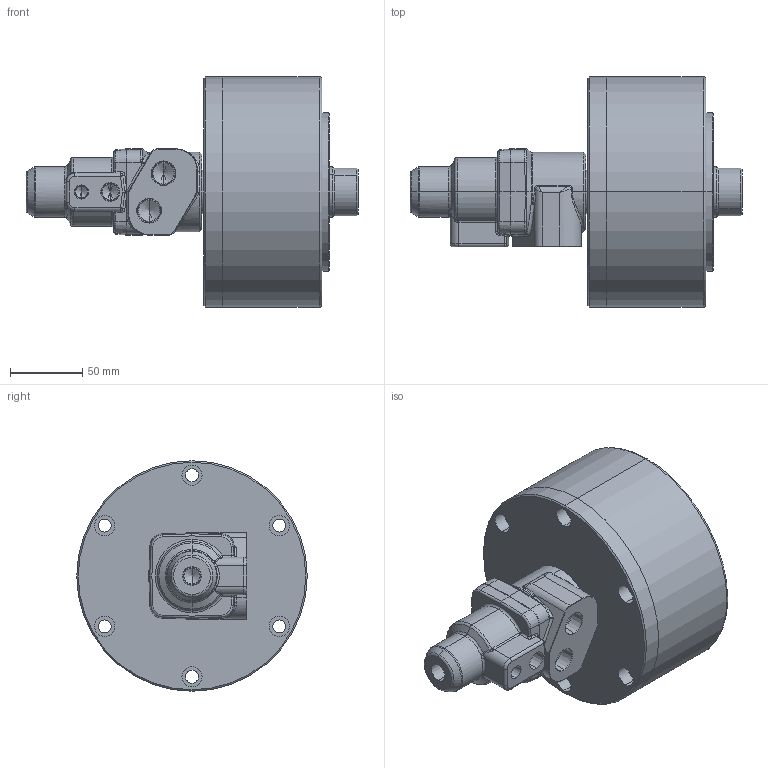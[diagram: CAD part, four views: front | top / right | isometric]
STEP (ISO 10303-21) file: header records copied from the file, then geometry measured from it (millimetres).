
FILE_DESCRIPTION (( 'STEP AP203' ), '1' );
FILE_NAME ('RL-125N²Õ¦X¥ó.STEP', '2011-03-16T09:55:06', ( 'user' ), ( '' ), 'SwSTEP 2.0', 'SolidWorks 2010', '' );
FILE_SCHEMA (( 'CONFIG_CONTROL_DESIGN' ));
Length unit declared in the file: metre
Products named in the file (7): RK-125缸體; RL-100閥體; RL-100閥蓋; RL-100閥蓋組; RL-125N組合件; RL-125N閥軸; RL-125活塞
Assembly tree (6 placements, depth 3):
  RL-125N組合件
    RL-125N閥軸
    RL-100閥蓋組
      RL-100閥蓋
    RL-125活塞
    RL-100閥體
    RK-125缸體
Bounding box: 230.5 x 160 x 160 mm (x, y, z)
Volume: 1639733.2 mm3; surface area: 249683.2 mm2
Topology: 5 solids, 5 shells, 393 faces, 905 edges, 528 vertices
Faces by surface type: cylinder 146, plane 78, bspline 71, cone 67, torus 29, sphere 2
Entity records: 22251 total; most frequent: CARTESIAN_POINT 12999, DIRECTION 1775, ORIENTED_EDGE 1750, EDGE_CURVE 875, AXIS2_PLACEMENT_3D 731, VERTEX_POINT 528, EDGE_LOOP 457, CIRCLE 399
